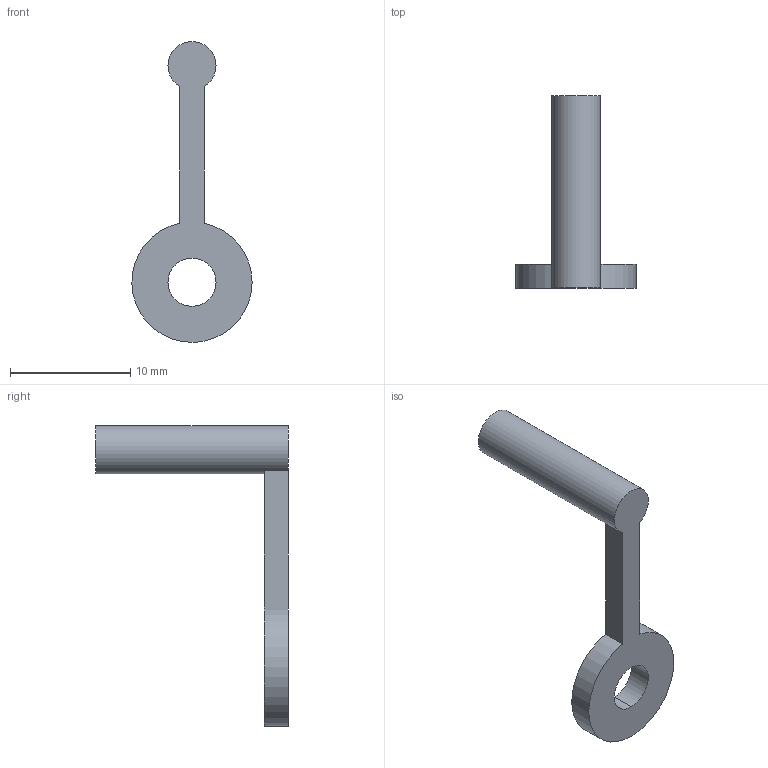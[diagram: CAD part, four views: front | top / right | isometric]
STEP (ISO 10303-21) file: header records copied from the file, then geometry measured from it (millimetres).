
FILE_DESCRIPTION(('TFLEX Exchange Step'),'2;1');
FILE_NAME(' катка.stp', '2022-03-31T12:16:02+03:00',('ilya'),('Unknown organisation'),'TFLEX Exchange 2022.0','T-FLEX CAD','Unknown authorisation');
FILE_SCHEMA( ('AUTOMOTIVE_DESIGN { 1 0 10303 214 1 1 1 1 }') );
Length unit declared in the file: millimetre
Products named in the file (3): 3D Узел_1; 0; опора катка
Assembly tree (2 placements, depth 3):
  опора катка
    0
      3D Узел_1
Bounding box: 10 x 16 x 25 mm (x, y, z)
Volume: 377.5 mm3; surface area: 527.8 mm2
Topology: 1 solids, 1 shells, 11 faces, 28 edges, 20 vertices
Faces by surface type: cylinder 6, plane 5
Full cylindrical faces by diameter (mm): 4 x1
Entity records: 428 total; most frequent: DIRECTION 74, CARTESIAN_POINT 65, ORIENTED_EDGE 58, AXIS2_PLACEMENT_3D 30, EDGE_CURVE 29, VERTEX_POINT 20, CIRCLE 15, VECTOR 14
